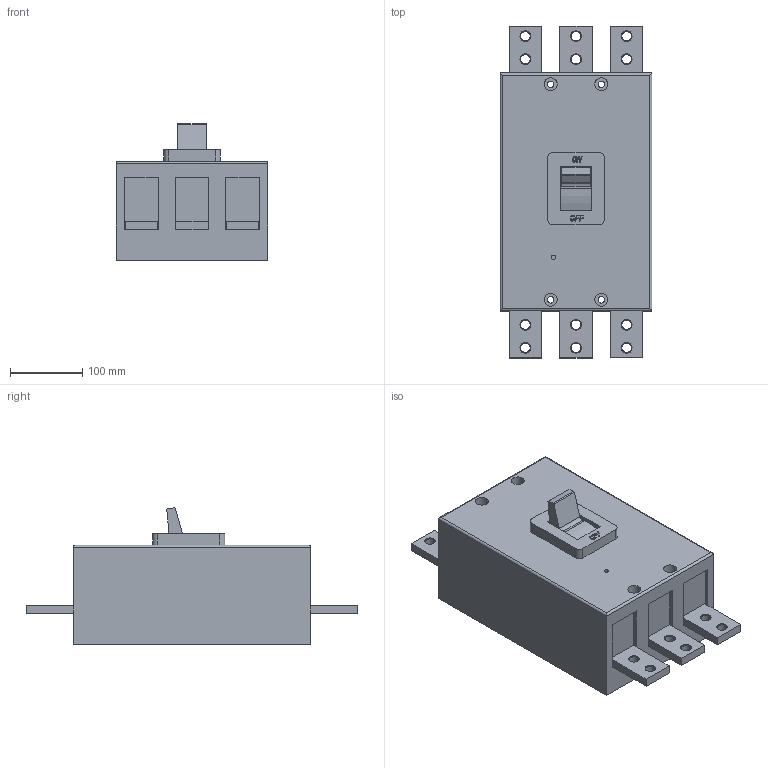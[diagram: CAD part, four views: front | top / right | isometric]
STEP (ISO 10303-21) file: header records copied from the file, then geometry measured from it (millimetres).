
FILE_DESCRIPTION (( 'STEP AP203' ), '1' );
FILE_NAME ('ÂÀ-99Ì 1250-1000À 3P 35êÀ EKF (mccb99-1250-1000m).STEP', '2020-06-18T14:14:25', ( '' ), ( '' ), 'SwSTEP 2.0', 'SolidWorks 2019', '' );
FILE_SCHEMA (( 'CONFIG_CONTROL_DESIGN' ));
Length unit declared in the file: millimetre
Products named in the file (1): ÂÀ-99Ì 1250-1000À 3P 35êÀ EKF (mccb99-1250-1000m)
Bounding box: 210 x 459 x 188.95 mm (x, y, z)
Volume: 9572521.9 mm3; surface area: 379804.3 mm2
Topology: 1 solids, 1 shells, 306 faces, 776 edges, 496 vertices
Faces by surface type: plane 132, bspline 64, cylinder 62, cone 48
Entity records: 10899 total; most frequent: CARTESIAN_POINT 3703, ORIENTED_EDGE 1552, DIRECTION 1296, EDGE_CURVE 776, VERTEX_POINT 496, LINE 478, VECTOR 478, AXIS2_PLACEMENT_3D 409
